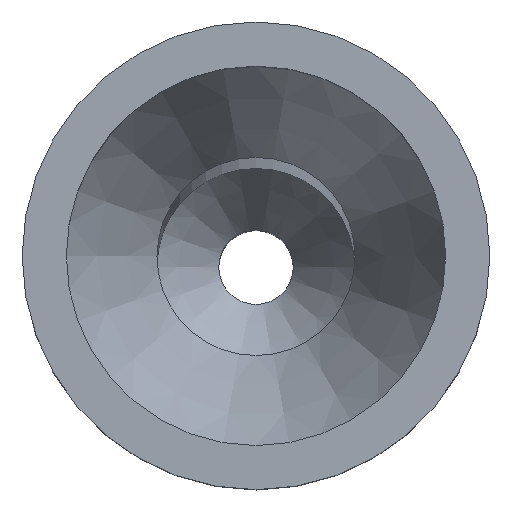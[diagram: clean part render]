
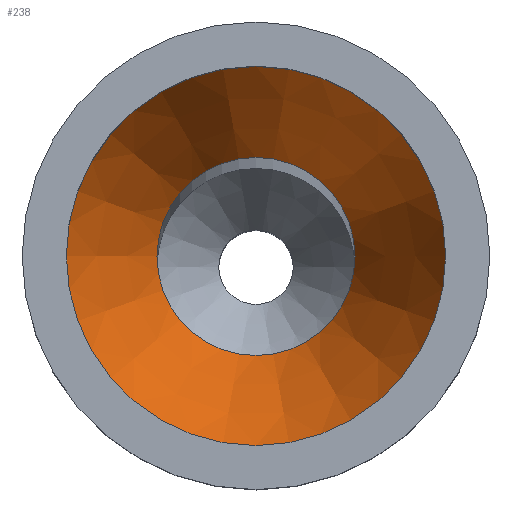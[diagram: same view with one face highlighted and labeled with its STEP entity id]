
A CAD part, top view. The second image highlights one B-rep face of the part: STEP entity #238.
In plain terms, the highlighted conical face has half-angle 25 degrees and reference radius 4.15 mm.
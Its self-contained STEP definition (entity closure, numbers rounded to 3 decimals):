
#60=ORIENTED_EDGE('',*,*,#88,.F.);
#61=ORIENTED_EDGE('',*,*,#87,.T.);
#87=EDGE_CURVE('',#108,#108,#129,.T.);
#88=EDGE_CURVE('',#109,#109,#130,.T.);
#108=VERTEX_POINT('',#438);
#109=VERTEX_POINT('',#441);
#129=CIRCLE('',#291,4.15);
#130=CIRCLE('',#293,7.95);
#165=EDGE_LOOP('',(#60));
#166=EDGE_LOOP('',(#61));
#207=FACE_BOUND('',#165,.T.);
#208=FACE_BOUND('',#166,.T.);
#220=CONICAL_SURFACE('',#292,4.15,0.436);
#238=ADVANCED_FACE('',(#207,#208),#220,.F.);
#291=AXIS2_PLACEMENT_3D('',#437,#368,#369);
#292=AXIS2_PLACEMENT_3D('',#439,#370,#371);
#293=AXIS2_PLACEMENT_3D('',#440,#372,#373);
#368=DIRECTION('',(0.,0.,-1.));
#369=DIRECTION('',(-1.,0.,0.));
#370=DIRECTION('',(0.,0.,1.));
#371=DIRECTION('',(1.,0.,0.));
#372=DIRECTION('',(0.,0.,-1.));
#373=DIRECTION('',(-1.,0.,0.));
#437=CARTESIAN_POINT('',(0.,0.,-14.739));
#438=CARTESIAN_POINT('',(-4.15,0.,-14.739));
#439=CARTESIAN_POINT('',(0.,0.,-14.739));
#440=CARTESIAN_POINT('',(0.,0.,-6.59));
#441=CARTESIAN_POINT('',(-7.95,0.,-6.59));
